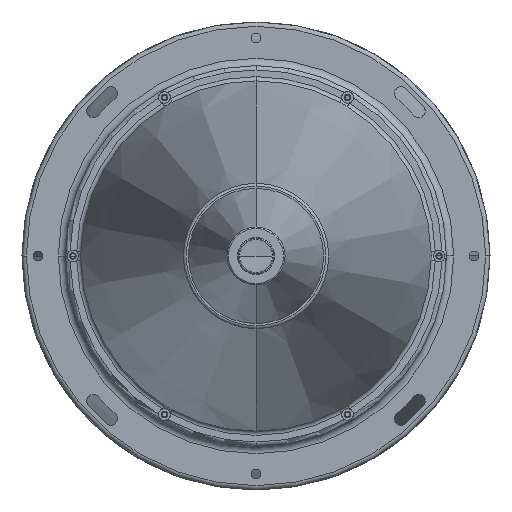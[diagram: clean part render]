
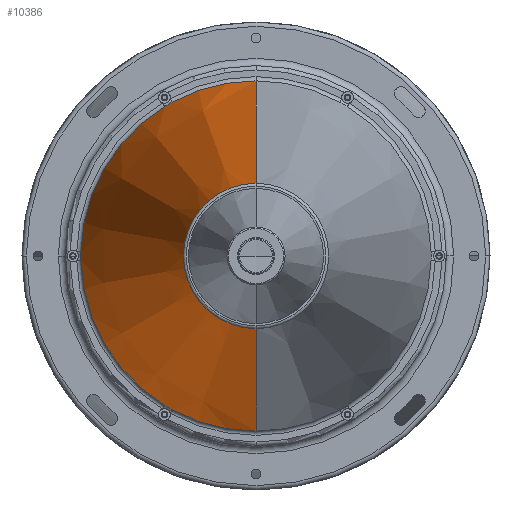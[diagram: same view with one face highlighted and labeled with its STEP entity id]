
A CAD part, left-side view. The second image highlights one B-rep face of the part: STEP entity #10386.
In plain terms, the highlighted conical face has half-angle 12.513 degrees and reference radius 121 mm.
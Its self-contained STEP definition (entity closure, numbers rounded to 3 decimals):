
#788 = ORIENTED_EDGE ( 'NONE', *, *, #11217, .T. ) ;
#789 = ORIENTED_EDGE ( 'NONE', *, *, #11218, .T. ) ;
#790 = ORIENTED_EDGE ( 'NONE', *, *, #11213, .T. ) ;
#791 = ORIENTED_EDGE ( 'NONE', *, *, #11219, .T. ) ;
#792 = ORIENTED_EDGE ( 'NONE', *, *, #11220, .T. ) ;
#793 = ORIENTED_EDGE ( 'NONE', *, *, #11221, .T. ) ;
#794 = ORIENTED_EDGE ( 'NONE', *, *, #11222, .T. ) ;
#795 = ORIENTED_EDGE ( 'NONE', *, *, #11223, .T. ) ;
#796 = ORIENTED_EDGE ( 'NONE', *, *, #11224, .T. ) ;
#797 = ORIENTED_EDGE ( 'NONE', *, *, #11225, .F. ) ;
#1748 = CARTESIAN_POINT ( 'NONE',  ( 205.304, 0., 50. ) ) ;
#1750 = CARTESIAN_POINT ( 'NONE',  ( 522.883, 57.673, 105.778 ) ) ;
#2377 = CARTESIAN_POINT ( 'NONE',  ( 205.304, 0., -50. ) ) ;
#2977 = CARTESIAN_POINT ( 'NONE',  ( 522.883, 57.673, -105.778 ) ) ;
#2978 = CARTESIAN_POINT ( 'NONE',  ( 522.883, 0., -120.478 ) ) ;
#2979 = CARTESIAN_POINT ( 'NONE',  ( 522.883, 62.77, -102.835 ) ) ;
#2980 = CARTESIAN_POINT ( 'NONE',  ( 522.883, 120.443, -2.943 ) ) ;
#2981 = CARTESIAN_POINT ( 'NONE',  ( 522.883, 120.443, 2.943 ) ) ;
#3835 = CARTESIAN_POINT ( 'NONE',  ( 525.233, 0., 0. ) ) ;
#3836 = DIRECTION ( 'NONE',  ( 1., 0., 0. ) ) ;
#4067 = AXIS2_PLACEMENT_3D ( 'NONE', #3835, #3836, #4370 ) ;
#4302 = FACE_OUTER_BOUND ( 'NONE', #10245, .T. ) ;
#4307 = CONICAL_SURFACE ( 'NONE', #4067, 121., 0.218 ) ;
#4370 = DIRECTION ( 'NONE',  ( 0., 0., -1. ) ) ;
#5203 = VERTEX_POINT ( 'NONE', #1748 ) ;
#7705 = B_SPLINE_CURVE_WITH_KNOTS ( 'NONE', 3,
 ( #9019, #9020, #9024, #9025, #9026, #9027, #9028, #9029, #9030, #9031, #9032, #9033 ),
 .UNSPECIFIED., .F., .F.,
 ( 4, 2, 2, 2, 2, 4 ),
 ( 0., 0.001, 0.003, 0.004, 0.004, 0.006 ),
 .UNSPECIFIED. ) ;
#7706 = B_SPLINE_CURVE_WITH_KNOTS ( 'NONE', 3,
 ( #9034, #9035, #9040, #9041, #9042, #9043, #9044, #9045, #9046, #9047, #9048, #9049 ),
 .UNSPECIFIED., .F., .F.,
 ( 4, 2, 2, 2, 2, 4 ),
 ( 0., 0.001, 0.003, 0.004, 0.004, 0.006 ),
 .UNSPECIFIED. ) ;
#7707 = B_SPLINE_CURVE_WITH_KNOTS ( 'NONE', 3,
 ( #9050, #9051, #9056, #9057, #9058, #9059, #9060, #9061, #9062, #9063, #9064, #9065 ),
 .UNSPECIFIED., .F., .F.,
 ( 4, 2, 2, 2, 2, 4 ),
 ( 0., 0.001, 0.003, 0.004, 0.004, 0.006 ),
 .UNSPECIFIED. ) ;
#8049 = CARTESIAN_POINT ( 'NONE',  ( 522.883, 0., 120.478 ) ) ;
#8064 = CARTESIAN_POINT ( 'NONE',  ( 522.883, 62.77, 102.835 ) ) ;
#8477 = AXIS2_PLACEMENT_3D ( 'NONE', #9006, #9007, #9008 ) ;
#8481 = AXIS2_PLACEMENT_3D ( 'NONE', #9021, #9022, #9023 ) ;
#8482 = AXIS2_PLACEMENT_3D ( 'NONE', #9036, #9037, #9038 ) ;
#8483 = AXIS2_PLACEMENT_3D ( 'NONE', #9052, #9053, #9054 ) ;
#8484 = AXIS2_PLACEMENT_3D ( 'NONE', #9066, #9067, #9068 ) ;
#8684 = CIRCLE ( 'NONE', #8477, 120.478 ) ;
#8692 = CIRCLE ( 'NONE', #8481, 50. ) ;
#8694 = LINE ( 'NONE', #9005, #8696 ) ;
#8695 = LINE ( 'NONE', #9039, #8701 ) ;
#8696 = VECTOR ( 'NONE', #9015, 1000. ) ;
#8697 = CIRCLE ( 'NONE', #8482, 120.478 ) ;
#8698 = CIRCLE ( 'NONE', #8483, 120.478 ) ;
#8699 = CIRCLE ( 'NONE', #8484, 120.478 ) ;
#8701 = VECTOR ( 'NONE', #9055, 1000. ) ;
#9005 = CARTESIAN_POINT ( 'NONE',  ( 525.233, 0., 121. ) ) ;
#9006 = CARTESIAN_POINT ( 'NONE',  ( 522.883, 0., 0. ) ) ;
#9007 = DIRECTION ( 'NONE',  ( -1., 0., 0. ) ) ;
#9008 = DIRECTION ( 'NONE',  ( 0., 0., -1. ) ) ;
#9015 = DIRECTION ( 'NONE',  ( 0.976, 0., 0.217 ) ) ;
#9019 = CARTESIAN_POINT ( 'NONE',  ( 522.883, 57.673, 105.778 ) ) ;
#9020 = CARTESIAN_POINT ( 'NONE',  ( 522.883, 58.106, 105.541 ) ) ;
#9021 = CARTESIAN_POINT ( 'NONE',  ( 205.304, 0., 0. ) ) ;
#9022 = DIRECTION ( 'NONE',  ( 1., 0., 0. ) ) ;
#9023 = DIRECTION ( 'NONE',  ( 0., 0., -1. ) ) ;
#9024 = CARTESIAN_POINT ( 'NONE',  ( 522.962, 58.538, 105.322 ) ) ;
#9025 = CARTESIAN_POINT ( 'NONE',  ( 523.161, 59.399, 104.89 ) ) ;
#9026 = CARTESIAN_POINT ( 'NONE',  ( 523.277, 59.829, 104.676 ) ) ;
#9027 = CARTESIAN_POINT ( 'NONE',  ( 523.284, 60.467, 104.309 ) ) ;
#9028 = CARTESIAN_POINT ( 'NONE',  ( 523.259, 60.68, 104.179 ) ) ;
#9029 = CARTESIAN_POINT ( 'NONE',  ( 523.176, 61.098, 103.912 ) ) ;
#9030 = CARTESIAN_POINT ( 'NONE',  ( 523.12, 61.304, 103.777 ) ) ;
#9031 = CARTESIAN_POINT ( 'NONE',  ( 522.966, 61.921, 103.371 ) ) ;
#9032 = CARTESIAN_POINT ( 'NONE',  ( 522.883, 62.336, 103.1 ) ) ;
#9033 = CARTESIAN_POINT ( 'NONE',  ( 522.883, 62.77, 102.835 ) ) ;
#9034 = CARTESIAN_POINT ( 'NONE',  ( 522.883, 120.443, 2.943 ) ) ;
#9035 = CARTESIAN_POINT ( 'NONE',  ( 522.883, 120.455, 2.449 ) ) ;
#9036 = CARTESIAN_POINT ( 'NONE',  ( 522.883, 0., 0. ) ) ;
#9037 = DIRECTION ( 'NONE',  ( -1., 0., 0. ) ) ;
#9038 = DIRECTION ( 'NONE',  ( 0., 0., -1. ) ) ;
#9039 = CARTESIAN_POINT ( 'NONE',  ( 525.233, 0., -121. ) ) ;
#9040 = CARTESIAN_POINT ( 'NONE',  ( 522.962, 120.481, 1.966 ) ) ;
#9041 = CARTESIAN_POINT ( 'NONE',  ( 523.161, 120.537, 1.004 ) ) ;
#9042 = CARTESIAN_POINT ( 'NONE',  ( 523.277, 120.566, 0.525 ) ) ;
#9043 = CARTESIAN_POINT ( 'NONE',  ( 523.284, 120.568, -0.212 ) ) ;
#9044 = CARTESIAN_POINT ( 'NONE',  ( 523.259, 120.561, -0.461 ) ) ;
#9045 = CARTESIAN_POINT ( 'NONE',  ( 523.176, 120.54, -0.956 ) ) ;
#9046 = CARTESIAN_POINT ( 'NONE',  ( 523.12, 120.526, -1.202 ) ) ;
#9047 = CARTESIAN_POINT ( 'NONE',  ( 522.966, 120.482, -1.94 ) ) ;
#9048 = CARTESIAN_POINT ( 'NONE',  ( 522.883, 120.455, -2.435 ) ) ;
#9049 = CARTESIAN_POINT ( 'NONE',  ( 522.883, 120.443, -2.943 ) ) ;
#9050 = CARTESIAN_POINT ( 'NONE',  ( 522.883, 62.77, -102.835 ) ) ;
#9051 = CARTESIAN_POINT ( 'NONE',  ( 522.883, 62.348, -103.092 ) ) ;
#9052 = CARTESIAN_POINT ( 'NONE',  ( 522.883, 0., 0. ) ) ;
#9053 = DIRECTION ( 'NONE',  ( -1., 0., 0. ) ) ;
#9054 = DIRECTION ( 'NONE',  ( 0., 0., -1. ) ) ;
#9055 = DIRECTION ( 'NONE',  ( 0.976, 0., -0.217 ) ) ;
#9056 = CARTESIAN_POINT ( 'NONE',  ( 522.962, 61.943, -103.357 ) ) ;
#9057 = CARTESIAN_POINT ( 'NONE',  ( 523.161, 61.138, -103.886 ) ) ;
#9058 = CARTESIAN_POINT ( 'NONE',  ( 523.277, 60.737, -104.151 ) ) ;
#9059 = CARTESIAN_POINT ( 'NONE',  ( 523.284, 60.101, -104.52 ) ) ;
#9060 = CARTESIAN_POINT ( 'NONE',  ( 523.259, 59.881, -104.64 ) ) ;
#9061 = CARTESIAN_POINT ( 'NONE',  ( 523.176, 59.442, -104.869 ) ) ;
#9062 = CARTESIAN_POINT ( 'NONE',  ( 523.12, 59.222, -104.979 ) ) ;
#9063 = CARTESIAN_POINT ( 'NONE',  ( 522.966, 58.561, -105.311 ) ) ;
#9064 = CARTESIAN_POINT ( 'NONE',  ( 522.883, 58.119, -105.534 ) ) ;
#9065 = CARTESIAN_POINT ( 'NONE',  ( 522.883, 57.673, -105.778 ) ) ;
#9066 = CARTESIAN_POINT ( 'NONE',  ( 522.883, 0., 0. ) ) ;
#9067 = DIRECTION ( 'NONE',  ( -1., 0., 0. ) ) ;
#9068 = DIRECTION ( 'NONE',  ( 0., 0., -1. ) ) ;
#9365 = VERTEX_POINT ( 'NONE', #1750 ) ;
#9741 = VERTEX_POINT ( 'NONE', #2377 ) ;
#10012 = VERTEX_POINT ( 'NONE', #2977 ) ;
#10013 = VERTEX_POINT ( 'NONE', #2978 ) ;
#10014 = VERTEX_POINT ( 'NONE', #2979 ) ;
#10015 = VERTEX_POINT ( 'NONE', #2980 ) ;
#10016 = VERTEX_POINT ( 'NONE', #2981 ) ;
#10245 = EDGE_LOOP ( 'NONE', ( #788, #789, #790, #791, #792, #793, #794, #795, #796, #797 ) ) ;
#10386 = ADVANCED_FACE ( 'NONE', ( #4302 ), #4307, .T. ) ;
#10563 = VERTEX_POINT ( 'NONE', #8049 ) ;
#10580 = VERTEX_POINT ( 'NONE', #8064 ) ;
#11213 = EDGE_CURVE ( 'NONE', #10563, #9365, #8684, .T. ) ;
#11217 = EDGE_CURVE ( 'NONE', #9741, #5203, #8692, .T. ) ;
#11218 = EDGE_CURVE ( 'NONE', #5203, #10563, #8694, .T. ) ;
#11219 = EDGE_CURVE ( 'NONE', #9365, #10580, #7705, .T. ) ;
#11220 = EDGE_CURVE ( 'NONE', #10580, #10016, #8697, .T. ) ;
#11221 = EDGE_CURVE ( 'NONE', #10016, #10015, #7706, .T. ) ;
#11222 = EDGE_CURVE ( 'NONE', #10015, #10014, #8698, .T. ) ;
#11223 = EDGE_CURVE ( 'NONE', #10014, #10012, #7707, .T. ) ;
#11224 = EDGE_CURVE ( 'NONE', #10012, #10013, #8699, .T. ) ;
#11225 = EDGE_CURVE ( 'NONE', #9741, #10013, #8695, .T. ) ;
